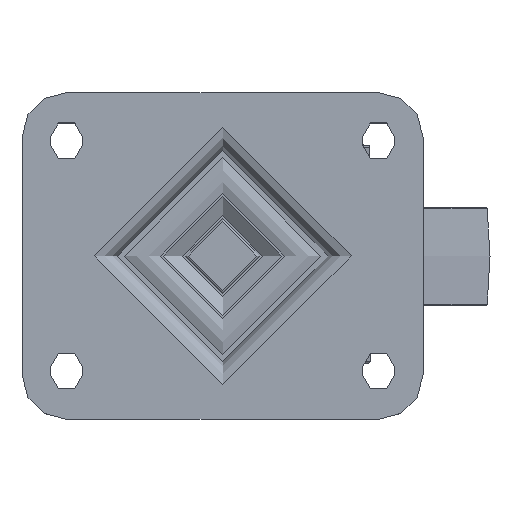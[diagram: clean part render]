
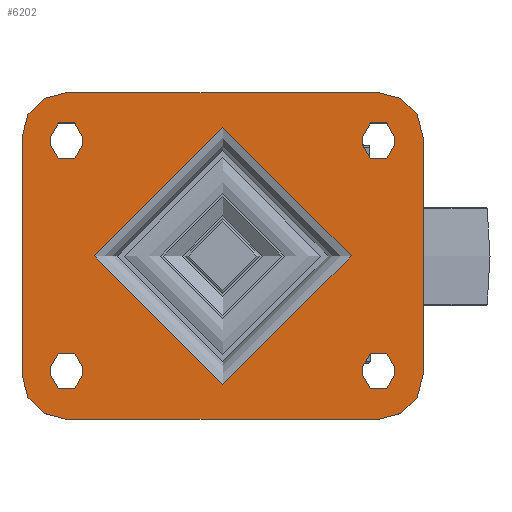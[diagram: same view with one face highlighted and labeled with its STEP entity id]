
A CAD part, top view. The second image highlights one B-rep face of the part: STEP entity #6202.
In plain terms, the highlighted planar face has unit normal (0, 0, 1).
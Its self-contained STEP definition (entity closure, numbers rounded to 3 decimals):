
#381=FACE_BOUND('',#1104,.T.);
#382=FACE_BOUND('',#1105,.T.);
#383=FACE_BOUND('',#1106,.T.);
#384=FACE_BOUND('',#1107,.T.);
#385=FACE_BOUND('',#1108,.T.);
#438=PLANE('',#6787);
#705=FACE_OUTER_BOUND('',#1103,.T.);
#1103=EDGE_LOOP('',(#4345,#4346,#4347,#4348,#4349,#4350,#4351,#4352));
#1104=EDGE_LOOP('',(#4353,#4354,#4355,#4356));
#1105=EDGE_LOOP('',(#4357,#4358,#4359,#4360));
#1106=EDGE_LOOP('',(#4361,#4362,#4363,#4364));
#1107=EDGE_LOOP('',(#4365,#4366,#4367,#4368));
#1108=EDGE_LOOP('',(#4369));
#1563=LINE('',#9315,#2028);
#1564=LINE('',#9319,#2029);
#1565=LINE('',#9323,#2030);
#1566=LINE('',#9326,#2031);
#1567=LINE('',#9329,#2032);
#1568=LINE('',#9333,#2033);
#1569=LINE('',#9337,#2034);
#1570=LINE('',#9341,#2035);
#1571=LINE('',#9345,#2036);
#1572=LINE('',#9349,#2037);
#1573=LINE('',#9353,#2038);
#1574=LINE('',#9357,#2039);
#2028=VECTOR('',#7567,1000.);
#2029=VECTOR('',#7570,1000.);
#2030=VECTOR('',#7573,1000.);
#2031=VECTOR('',#7576,1000.);
#2032=VECTOR('',#7577,1000.);
#2033=VECTOR('',#7580,1000.);
#2034=VECTOR('',#7583,1000.);
#2035=VECTOR('',#7586,1000.);
#2036=VECTOR('',#7589,1000.);
#2037=VECTOR('',#7592,1000.);
#2038=VECTOR('',#7595,1000.);
#2039=VECTOR('',#7598,1000.);
#2494=CIRCLE('',#6756,43.246);
#2517=CIRCLE('',#6788,15.);
#2518=CIRCLE('',#6789,15.);
#2519=CIRCLE('',#6790,15.);
#2520=CIRCLE('',#6791,15.);
#2521=CIRCLE('',#6792,5.5);
#2522=CIRCLE('',#6793,5.5);
#2523=CIRCLE('',#6794,5.5);
#2524=CIRCLE('',#6795,5.5);
#2525=CIRCLE('',#6796,5.5);
#2526=CIRCLE('',#6797,5.5);
#2527=CIRCLE('',#6798,5.5);
#2528=CIRCLE('',#6799,5.5);
#2756=VERTEX_POINT('',#9232);
#2788=VERTEX_POINT('',#9311);
#2789=VERTEX_POINT('',#9312);
#2790=VERTEX_POINT('',#9314);
#2791=VERTEX_POINT('',#9316);
#2792=VERTEX_POINT('',#9318);
#2793=VERTEX_POINT('',#9320);
#2794=VERTEX_POINT('',#9322);
#2795=VERTEX_POINT('',#9324);
#2796=VERTEX_POINT('',#9327);
#2797=VERTEX_POINT('',#9328);
#2798=VERTEX_POINT('',#9330);
#2799=VERTEX_POINT('',#9332);
#2800=VERTEX_POINT('',#9335);
#2801=VERTEX_POINT('',#9336);
#2802=VERTEX_POINT('',#9338);
#2803=VERTEX_POINT('',#9340);
#2804=VERTEX_POINT('',#9343);
#2805=VERTEX_POINT('',#9344);
#2806=VERTEX_POINT('',#9346);
#2807=VERTEX_POINT('',#9348);
#2808=VERTEX_POINT('',#9351);
#2809=VERTEX_POINT('',#9352);
#2810=VERTEX_POINT('',#9354);
#2811=VERTEX_POINT('',#9356);
#3355=EDGE_CURVE('',#2756,#2756,#2494,.T.);
#3392=EDGE_CURVE('',#2788,#2789,#2517,.T.);
#3393=EDGE_CURVE('',#2790,#2789,#1563,.T.);
#3394=EDGE_CURVE('',#2791,#2790,#2518,.T.);
#3395=EDGE_CURVE('',#2792,#2791,#1564,.T.);
#3396=EDGE_CURVE('',#2793,#2792,#2519,.T.);
#3397=EDGE_CURVE('',#2794,#2793,#1565,.T.);
#3398=EDGE_CURVE('',#2794,#2795,#2520,.T.);
#3399=EDGE_CURVE('',#2788,#2795,#1566,.T.);
#3400=EDGE_CURVE('',#2796,#2797,#1567,.T.);
#3401=EDGE_CURVE('',#2797,#2798,#2521,.T.);
#3402=EDGE_CURVE('',#2798,#2799,#1568,.T.);
#3403=EDGE_CURVE('',#2799,#2796,#2522,.T.);
#3404=EDGE_CURVE('',#2800,#2801,#1569,.T.);
#3405=EDGE_CURVE('',#2801,#2802,#2523,.T.);
#3406=EDGE_CURVE('',#2802,#2803,#1570,.T.);
#3407=EDGE_CURVE('',#2803,#2800,#2524,.T.);
#3408=EDGE_CURVE('',#2804,#2805,#1571,.T.);
#3409=EDGE_CURVE('',#2805,#2806,#2525,.T.);
#3410=EDGE_CURVE('',#2806,#2807,#1572,.T.);
#3411=EDGE_CURVE('',#2807,#2804,#2526,.T.);
#3412=EDGE_CURVE('',#2808,#2809,#1573,.T.);
#3413=EDGE_CURVE('',#2809,#2810,#2527,.T.);
#3414=EDGE_CURVE('',#2810,#2811,#1574,.T.);
#3415=EDGE_CURVE('',#2811,#2808,#2528,.T.);
#4345=ORIENTED_EDGE('',*,*,#3392,.T.);
#4346=ORIENTED_EDGE('',*,*,#3393,.F.);
#4347=ORIENTED_EDGE('',*,*,#3394,.F.);
#4348=ORIENTED_EDGE('',*,*,#3395,.F.);
#4349=ORIENTED_EDGE('',*,*,#3396,.F.);
#4350=ORIENTED_EDGE('',*,*,#3397,.F.);
#4351=ORIENTED_EDGE('',*,*,#3398,.T.);
#4352=ORIENTED_EDGE('',*,*,#3399,.F.);
#4353=ORIENTED_EDGE('',*,*,#3400,.T.);
#4354=ORIENTED_EDGE('',*,*,#3401,.T.);
#4355=ORIENTED_EDGE('',*,*,#3402,.T.);
#4356=ORIENTED_EDGE('',*,*,#3403,.T.);
#4357=ORIENTED_EDGE('',*,*,#3404,.T.);
#4358=ORIENTED_EDGE('',*,*,#3405,.T.);
#4359=ORIENTED_EDGE('',*,*,#3406,.T.);
#4360=ORIENTED_EDGE('',*,*,#3407,.T.);
#4361=ORIENTED_EDGE('',*,*,#3408,.T.);
#4362=ORIENTED_EDGE('',*,*,#3409,.T.);
#4363=ORIENTED_EDGE('',*,*,#3410,.T.);
#4364=ORIENTED_EDGE('',*,*,#3411,.T.);
#4365=ORIENTED_EDGE('',*,*,#3412,.T.);
#4366=ORIENTED_EDGE('',*,*,#3413,.T.);
#4367=ORIENTED_EDGE('',*,*,#3414,.T.);
#4368=ORIENTED_EDGE('',*,*,#3415,.T.);
#4369=ORIENTED_EDGE('',*,*,#3355,.F.);
#6202=ADVANCED_FACE('',(#705,#381,#382,#383,#384,#385),#438,.T.);
#6756=AXIS2_PLACEMENT_3D('',#9234,#7487,#7488);
#6787=AXIS2_PLACEMENT_3D('',#9310,#7563,#7564);
#6788=AXIS2_PLACEMENT_3D('',#9313,#7565,#7566);
#6789=AXIS2_PLACEMENT_3D('',#9317,#7568,#7569);
#6790=AXIS2_PLACEMENT_3D('',#9321,#7571,#7572);
#6791=AXIS2_PLACEMENT_3D('',#9325,#7574,#7575);
#6792=AXIS2_PLACEMENT_3D('',#9331,#7578,#7579);
#6793=AXIS2_PLACEMENT_3D('',#9334,#7581,#7582);
#6794=AXIS2_PLACEMENT_3D('',#9339,#7584,#7585);
#6795=AXIS2_PLACEMENT_3D('',#9342,#7587,#7588);
#6796=AXIS2_PLACEMENT_3D('',#9347,#7590,#7591);
#6797=AXIS2_PLACEMENT_3D('',#9350,#7593,#7594);
#6798=AXIS2_PLACEMENT_3D('',#9355,#7596,#7597);
#6799=AXIS2_PLACEMENT_3D('',#9358,#7599,#7600);
#7487=DIRECTION('center_axis',(0.,0.,1.));
#7488=DIRECTION('ref_axis',(-1.,0.,0.));
#7563=DIRECTION('center_axis',(0.,0.,1.));
#7564=DIRECTION('ref_axis',(1.,0.,0.));
#7565=DIRECTION('center_axis',(0.,0.,1.));
#7566=DIRECTION('ref_axis',(-1.,0.,0.));
#7567=DIRECTION('',(-1.,0.,0.));
#7568=DIRECTION('center_axis',(0.,0.,-1.));
#7569=DIRECTION('ref_axis',(1.,0.,0.));
#7570=DIRECTION('',(0.,-1.,0.));
#7571=DIRECTION('center_axis',(0.,0.,-1.));
#7572=DIRECTION('ref_axis',(0.,1.,0.));
#7573=DIRECTION('',(1.,0.,0.));
#7574=DIRECTION('center_axis',(0.,0.,1.));
#7575=DIRECTION('ref_axis',(0.,1.,0.));
#7576=DIRECTION('',(0.,1.,0.));
#7577=DIRECTION('',(0.,-1.,0.));
#7578=DIRECTION('center_axis',(0.,0.,-1.));
#7579=DIRECTION('ref_axis',(1.,0.,0.));
#7580=DIRECTION('',(0.,1.,0.));
#7581=DIRECTION('center_axis',(0.,0.,-1.));
#7582=DIRECTION('ref_axis',(1.,0.,0.));
#7583=DIRECTION('',(0.,1.,0.));
#7584=DIRECTION('center_axis',(0.,0.,-1.));
#7585=DIRECTION('ref_axis',(1.,0.,0.));
#7586=DIRECTION('',(0.,-1.,0.));
#7587=DIRECTION('center_axis',(0.,0.,-1.));
#7588=DIRECTION('ref_axis',(1.,0.,0.));
#7589=DIRECTION('',(0.,-1.,0.));
#7590=DIRECTION('center_axis',(0.,0.,-1.));
#7591=DIRECTION('ref_axis',(-1.,0.,0.));
#7592=DIRECTION('',(0.,1.,0.));
#7593=DIRECTION('center_axis',(0.,0.,-1.));
#7594=DIRECTION('ref_axis',(-1.,0.,0.));
#7595=DIRECTION('',(0.,1.,0.));
#7596=DIRECTION('center_axis',(0.,0.,-1.));
#7597=DIRECTION('ref_axis',(-1.,0.,0.));
#7598=DIRECTION('',(0.,-1.,0.));
#7599=DIRECTION('center_axis',(0.,0.,-1.));
#7600=DIRECTION('ref_axis',(-1.,0.,0.));
#9232=CARTESIAN_POINT('',(43.246,0.,0.));
#9234=CARTESIAN_POINT('Origin',(0.,0.,0.));
#9310=CARTESIAN_POINT('Origin',(0.,0.,0.));
#9311=CARTESIAN_POINT('',(-67.5,-40.,0.));
#9312=CARTESIAN_POINT('',(-52.5,-55.,0.));
#9313=CARTESIAN_POINT('Origin',(-52.5,-40.,0.));
#9314=CARTESIAN_POINT('',(52.5,-55.,0.));
#9315=CARTESIAN_POINT('',(52.5,-55.,0.));
#9316=CARTESIAN_POINT('',(67.5,-40.,0.));
#9317=CARTESIAN_POINT('Origin',(52.5,-40.,0.));
#9318=CARTESIAN_POINT('',(67.5,40.,0.));
#9319=CARTESIAN_POINT('',(67.5,40.,0.));
#9320=CARTESIAN_POINT('',(52.5,55.,0.));
#9321=CARTESIAN_POINT('Origin',(52.5,40.,0.));
#9322=CARTESIAN_POINT('',(-52.5,55.,0.));
#9323=CARTESIAN_POINT('',(-52.5,55.,0.));
#9324=CARTESIAN_POINT('',(-67.5,40.,0.));
#9325=CARTESIAN_POINT('Origin',(-52.5,40.,0.));
#9326=CARTESIAN_POINT('',(-67.5,-40.,0.));
#9327=CARTESIAN_POINT('',(-47.,40.,0.));
#9328=CARTESIAN_POINT('',(-47.,37.5,0.));
#9329=CARTESIAN_POINT('',(-47.,37.5,0.));
#9330=CARTESIAN_POINT('',(-58.,37.5,0.));
#9331=CARTESIAN_POINT('Origin',(-52.5,37.5,0.));
#9332=CARTESIAN_POINT('',(-58.,40.,0.));
#9333=CARTESIAN_POINT('',(-58.,37.5,0.));
#9334=CARTESIAN_POINT('Origin',(-52.5,40.,0.));
#9335=CARTESIAN_POINT('',(-58.,-40.,0.));
#9336=CARTESIAN_POINT('',(-58.,-37.5,0.));
#9337=CARTESIAN_POINT('',(-58.,-37.5,0.));
#9338=CARTESIAN_POINT('',(-47.,-37.5,0.));
#9339=CARTESIAN_POINT('Origin',(-52.5,-37.5,0.));
#9340=CARTESIAN_POINT('',(-47.,-40.,0.));
#9341=CARTESIAN_POINT('',(-47.,-37.5,0.));
#9342=CARTESIAN_POINT('Origin',(-52.5,-40.,0.));
#9343=CARTESIAN_POINT('',(58.,40.,0.));
#9344=CARTESIAN_POINT('',(58.,37.5,0.));
#9345=CARTESIAN_POINT('',(58.,37.5,0.));
#9346=CARTESIAN_POINT('',(47.,37.5,0.));
#9347=CARTESIAN_POINT('Origin',(52.5,37.5,0.));
#9348=CARTESIAN_POINT('',(47.,40.,0.));
#9349=CARTESIAN_POINT('',(47.,37.5,0.));
#9350=CARTESIAN_POINT('Origin',(52.5,40.,0.));
#9351=CARTESIAN_POINT('',(47.,-40.,0.));
#9352=CARTESIAN_POINT('',(47.,-37.5,0.));
#9353=CARTESIAN_POINT('',(47.,-37.5,0.));
#9354=CARTESIAN_POINT('',(58.,-37.5,0.));
#9355=CARTESIAN_POINT('Origin',(52.5,-37.5,0.));
#9356=CARTESIAN_POINT('',(58.,-40.,0.));
#9357=CARTESIAN_POINT('',(58.,-37.5,0.));
#9358=CARTESIAN_POINT('Origin',(52.5,-40.,0.));
